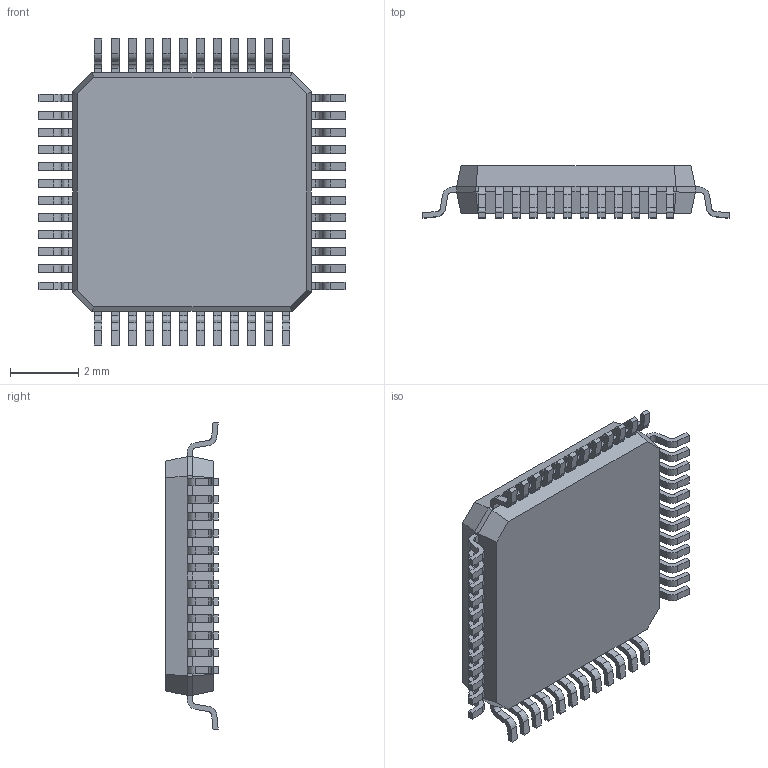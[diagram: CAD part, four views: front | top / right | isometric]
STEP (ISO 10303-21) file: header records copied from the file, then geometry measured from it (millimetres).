
FILE_DESCRIPTION (( 'STEP AP214' ), '1' );
FILE_NAME ('User Library-sot313-2.STEP', '2018-06-18T06:02:05', ( '' ), ( '' ), 'SwSTEP 2.0', 'SolidWorks 2018', '' );
FILE_SCHEMA (( 'AUTOMOTIVE_DESIGN' ));
Length unit declared in the file: millimetre
Products named in the file (50): User Library-sot313-2_5; User Library-sot313-2_1; User Library-sot313-2_2; User Library-sot313-2_36; User Library-sot313-2_34; User Library-sot313-2_26; User Library-sot313-2_44; User Library-sot313-2_49; User Library-sot313-2_23; User Library-sot313-2_37; User Library-sot313-2_39; User Library-sot313-2_14; User Library-sot313-2_43; User Library-sot313-2; User Library-sot313-2_30; User Library-sot313-2_12; User Library-sot313-2_29; User Library-sot313-2_24; User Library-sot313-2_38; User Library-sot313-2_27; User Library-sot313-2_35; User Library-sot313-2_46; User Library-sot313-2_33; User Library-sot313-2_15; User Library-sot313-2_47; User Library-sot313-2_22; User Library-sot313-2_21; User Library-sot313-2_11; User Library-sot313-2_48; User Library-sot313-2_13; User Library-sot313-2_40; User Library-sot313-2_4; User Library-sot313-2_32; User Library-sot313-2_19; User Library-sot313-2_18; User Library-sot313-2_3; User Library-sot313-2_41; User Library-sot313-2_45; User Library-sot313-2_10; User Library-sot313-2_28 ...
Assembly tree (49 placements, depth 2):
  User Library-sot313-2
    User Library-sot313-2_1
    User Library-sot313-2_2
    User Library-sot313-2_3
    User Library-sot313-2_4
    User Library-sot313-2_5
    User Library-sot313-2_6
    User Library-sot313-2_7
    User Library-sot313-2_8
    User Library-sot313-2_9
    User Library-sot313-2_10
    User Library-sot313-2_11
    User Library-sot313-2_12
    User Library-sot313-2_13
    User Library-sot313-2_14
    User Library-sot313-2_15
    User Library-sot313-2_16
    User Library-sot313-2_17
    User Library-sot313-2_18
    User Library-sot313-2_19
    User Library-sot313-2_20
    User Library-sot313-2_21
    User Library-sot313-2_22
    User Library-sot313-2_23
    User Library-sot313-2_24
    User Library-sot313-2_25
    User Library-sot313-2_26
    User Library-sot313-2_27
    User Library-sot313-2_28
    User Library-sot313-2_29
    User Library-sot313-2_30
    User Library-sot313-2_31
    User Library-sot313-2_32
    User Library-sot313-2_33
    User Library-sot313-2_34
    User Library-sot313-2_35
    User Library-sot313-2_36
    User Library-sot313-2_37
    User Library-sot313-2_38
    User Library-sot313-2_39
    User Library-sot313-2_40
    User Library-sot313-2_41
    User Library-sot313-2_42
    User Library-sot313-2_43
    User Library-sot313-2_44
    User Library-sot313-2_45
    User Library-sot313-2_46
    User Library-sot313-2_47
    User Library-sot313-2_48
    User Library-sot313-2_49
Bounding box: 9.01 x 1.54 x 9.01 mm (x, y, z)
Volume: 67.8 mm3; surface area: 183.8 mm2
Topology: 49 solids, 49 shells, 725 faces, 1862 edges, 1236 vertices
Faces by surface type: plane 507, cylinder 216, bspline 2
Entity records: 32121 total; most frequent: CARTESIAN_POINT 3927, DIRECTION 3838, ORIENTED_EDGE 3724, EDGE_CURVE 1862, LINE 1424, VECTOR 1424, VERTEX_POINT 1236, AXIS2_PLACEMENT_3D 1207
